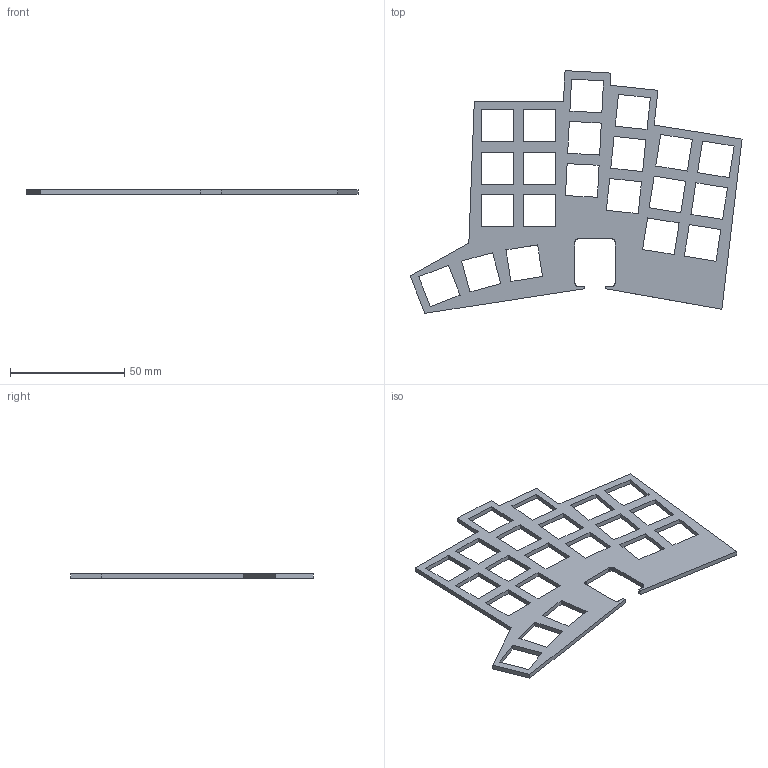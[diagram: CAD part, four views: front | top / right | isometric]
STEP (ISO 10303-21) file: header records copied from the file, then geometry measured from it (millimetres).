
FILE_DESCRIPTION(/* description */ (''),/* implementation_level */ '2;1');
FILE_NAME(/* name */ 'plate-crv-long',/* time_stamp */ '2025-04-05T10:19:45+03:00',/* author */ (''),/* organization */ (''),/* preprocessor_version */ 'ST-DEVELOPER v19.2',/* originating_system */ 'Rhino 8.9',/* authorisation */ '');
FILE_SCHEMA (('CONFIG_CONTROL_DESIGN'));
Length unit declared in the file: millimetre
Products named in the file (1): Document
Bounding box: 145.24 x 106.16 x 2 mm (x, y, z)
Volume: 11588.9 mm3; surface area: 14994.4 mm2
Topology: 1 solids, 1 shells, 194 faces, 576 edges, 384 vertices
Faces by surface type: plane 194
Entity records: 5760 total; most frequent: CARTESIAN_POINT 1732, ORIENTED_EDGE 1152, EDGE_CURVE 576, B_SPLINE_CURVE_WITH_KNOTS 576, VERTEX_POINT 384, EDGE_LOOP 236, DIRECTION 198, AXIS2_PLACEMENT_3D 196
